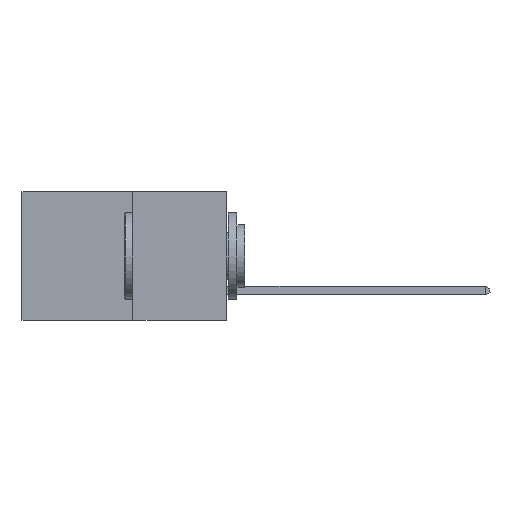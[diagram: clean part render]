
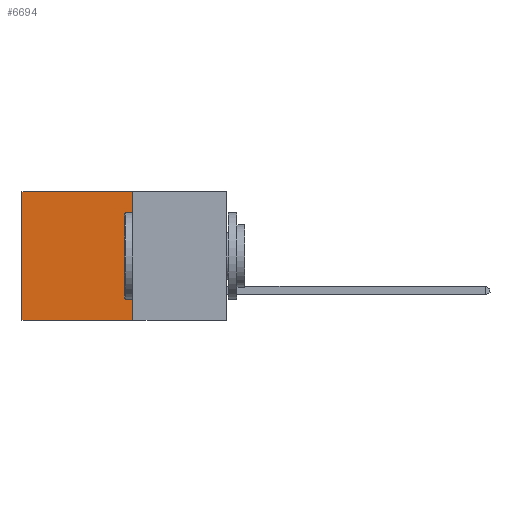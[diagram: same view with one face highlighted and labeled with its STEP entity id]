
A CAD part, left-side view. The second image highlights one B-rep face of the part: STEP entity #6694.
In plain terms, the highlighted planar face has unit normal (-1, 0, 0).
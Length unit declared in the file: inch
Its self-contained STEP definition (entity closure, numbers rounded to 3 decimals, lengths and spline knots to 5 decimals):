
#367 = DIRECTION ( 'NONE',  ( 0., 0., -1. ) ) ;
#532 = ORIENTED_EDGE ( 'NONE', *, *, #10908, .T. ) ;
#682 = ORIENTED_EDGE ( 'NONE', *, *, #5415, .F. ) ;
#778 = ORIENTED_EDGE ( 'NONE', *, *, #4469, .F. ) ;
#1295 = ORIENTED_EDGE ( 'NONE', *, *, #4574, .T. ) ;
#2578 = CARTESIAN_POINT ( 'NONE',  ( 0.277, 0.59, 0. ) ) ;
#3421 = VECTOR ( 'NONE', #6608, 39.37008 ) ;
#3529 = VECTOR ( 'NONE', #3628, 39.37008 ) ;
#3618 = CARTESIAN_POINT ( 'NONE',  ( 0.277, 0.27, -0.37 ) ) ;
#3628 = DIRECTION ( 'NONE',  ( 0., 1., 0. ) ) ;
#3922 = FACE_OUTER_BOUND ( 'NONE', #4816, .T. ) ;
#3939 = DIRECTION ( 'NONE',  ( 1., 0., 0. ) ) ;
#4256 = VERTEX_POINT ( 'NONE', #7655 ) ;
#4469 = EDGE_CURVE ( 'NONE', #9104, #7730, #8557, .T. ) ;
#4574 = EDGE_CURVE ( 'NONE', #9104, #9623, #10920, .T. ) ;
#4661 = CARTESIAN_POINT ( 'NONE',  ( 0.277, 0.27, 0. ) ) ;
#4776 = DIRECTION ( 'NONE',  ( 0., 1., 0. ) ) ;
#4816 = EDGE_LOOP ( 'NONE', ( #532, #682, #778, #1295 ) ) ;
#5118 = CARTESIAN_POINT ( 'NONE',  ( 0.277, 0.27, -0.37 ) ) ;
#5415 = EDGE_CURVE ( 'NONE', #7730, #4256, #10371, .T. ) ;
#5644 = VECTOR ( 'NONE', #367, 39.37008 ) ;
#5919 = CARTESIAN_POINT ( 'NONE',  ( 0.277, 0.59, -0.37 ) ) ;
#6422 = CARTESIAN_POINT ( 'NONE',  ( 0.277, 0.27, 0. ) ) ;
#6608 = DIRECTION ( 'NONE',  ( 0., 0., -1. ) ) ;
#6694 = ADVANCED_FACE ( 'NONE', ( #3922 ), #8256, .F. ) ;
#7655 = CARTESIAN_POINT ( 'NONE',  ( 0.277, 0.59, -0.37 ) ) ;
#7730 = VERTEX_POINT ( 'NONE', #10216 ) ;
#8256 = PLANE ( 'NONE',  #9758 ) ;
#8557 = LINE ( 'NONE', #5118, #3421 ) ;
#8666 = VECTOR ( 'NONE', #4776, 39.37008 ) ;
#9066 = CARTESIAN_POINT ( 'NONE',  ( 0.277, 0.27, -0.37 ) ) ;
#9104 = VERTEX_POINT ( 'NONE', #6422 ) ;
#9623 = VERTEX_POINT ( 'NONE', #2578 ) ;
#9758 = AXIS2_PLACEMENT_3D ( 'NONE', #9066, #3939, #9917 ) ;
#9858 = LINE ( 'NONE', #5919, #5644 ) ;
#9917 = DIRECTION ( 'NONE',  ( 0., 0., -1. ) ) ;
#10216 = CARTESIAN_POINT ( 'NONE',  ( 0.277, 0.27, -0.37 ) ) ;
#10371 = LINE ( 'NONE', #3618, #3529 ) ;
#10908 = EDGE_CURVE ( 'NONE', #9623, #4256, #9858, .T. ) ;
#10920 = LINE ( 'NONE', #4661, #8666 ) ;
